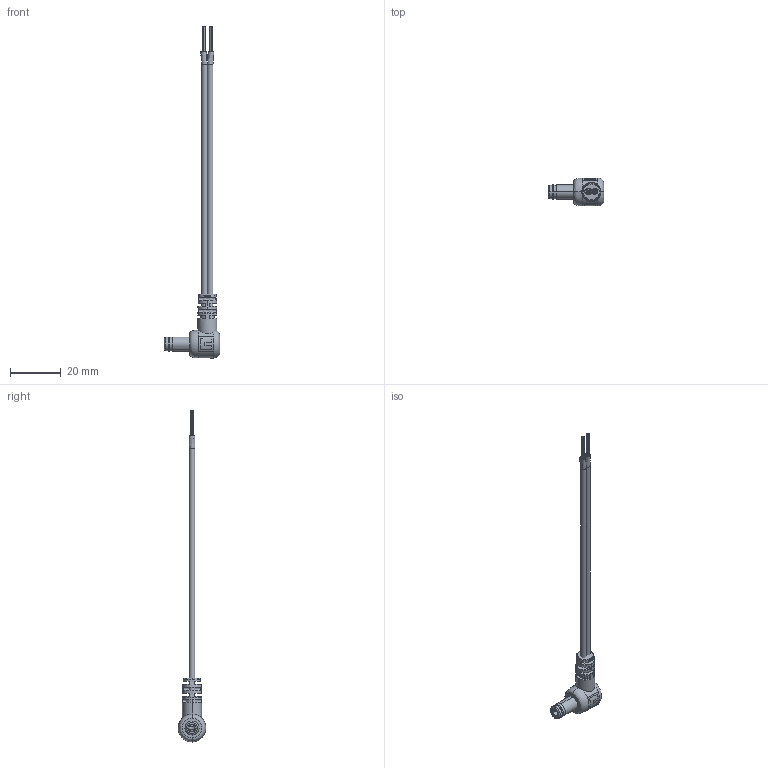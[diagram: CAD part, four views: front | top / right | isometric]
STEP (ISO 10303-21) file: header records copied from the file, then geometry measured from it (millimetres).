
FILE_DESCRIPTION (( 'STEP AP203' ), '1' );
FILE_NAME ('10-01779.step', '2016-09-15T23:52:04', ( '' ), ( '' ), 'SwSTEP 2.0', 'SolidWorks 2015', '' );
FILE_SCHEMA (( 'CONFIG_CONTROL_DESIGN' ));
Length unit declared in the file: millimetre
Products named in the file (7): 50-00129 insulator; 50-00129; 10-01779; 50-00129 shell; 50-00129 contact; 30-00415_s+t; 24-00006
Assembly tree (6 placements, depth 3):
  10-01779
    30-00415_s+t
    24-00006
    50-00129
      50-00129 contact
      50-00129 insulator
      50-00129 shell
Bounding box: 21.86 x 11 x 130.56 mm (x, y, z)
Volume: 2394.3 mm3; surface area: 9288.7 mm2
Topology: 122 solids, 122 shells, 934 faces, 1839 edges, 1209 vertices
Faces by surface type: cylinder 408, plane 370, bspline 106, torus 36, cone 14
Entity records: 28468 total; most frequent: CARTESIAN_POINT 8589, DIRECTION 4146, ORIENTED_EDGE 3678, EDGE_CURVE 1839, AXIS2_PLACEMENT_3D 1801, VERTEX_POINT 1209, EDGE_LOOP 1010, CIRCLE 963
